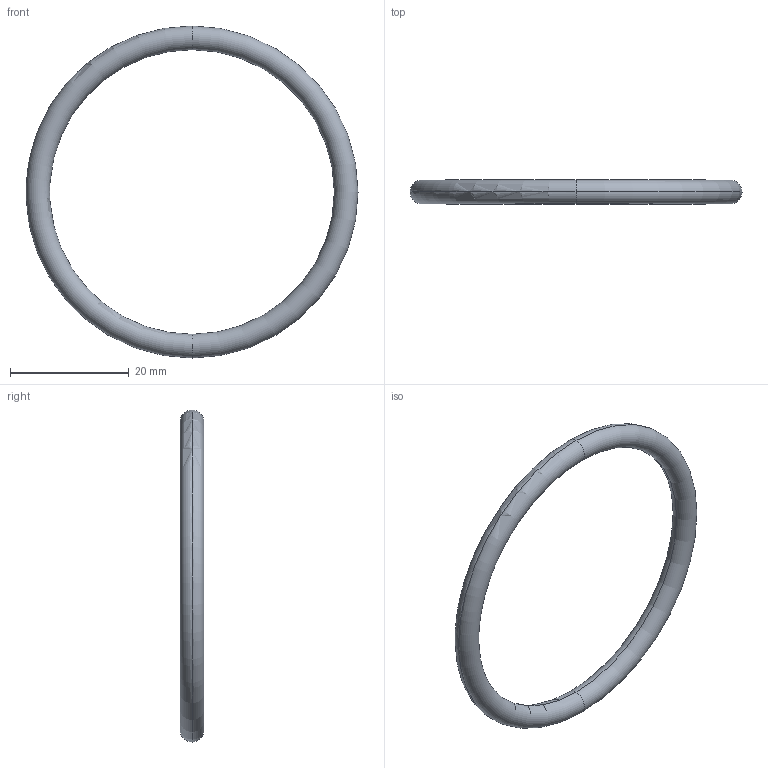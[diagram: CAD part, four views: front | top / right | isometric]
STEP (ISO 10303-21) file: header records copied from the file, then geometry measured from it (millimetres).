
FILE_DESCRIPTION (( 'STEP AP203' ), '1' );
FILE_NAME ('100053004.step', '2018-03-09T07:21:19', ( '' ), ( '' ), 'SwSTEP 2.0', 'SolidWorks 2015', '' );
FILE_SCHEMA (( 'CONFIG_CONTROL_DESIGN' ));
Length unit declared in the file: millimetre
Products named in the file (1): 100053004
Bounding box: 56 x 4 x 56 mm (x, y, z)
Volume: 2052.9 mm3; surface area: 2054.9 mm2
Topology: 1 solids, 1 shells, 248 faces, 693 edges, 452 vertices
Faces by surface type: bspline 126, plane 78, torus 44
Entity records: 14544 total; most frequent: CARTESIAN_POINT 9117, ORIENTED_EDGE 1386, EDGE_CURVE 693, DIRECTION 676, VERTEX_POINT 452, B_SPLINE_CURVE_WITH_KNOTS 376, EDGE_LOOP 255, FACE_OUTER_BOUND 248
